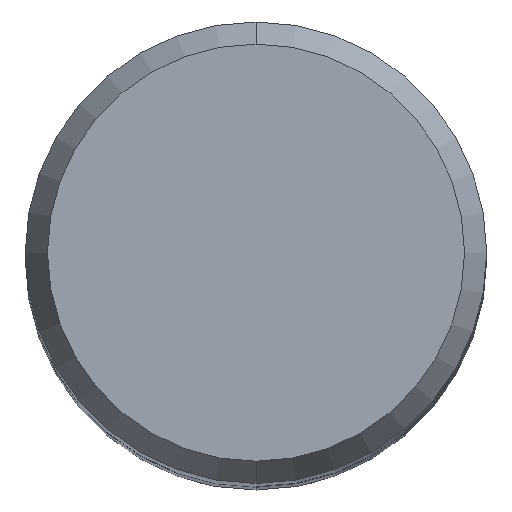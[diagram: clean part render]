
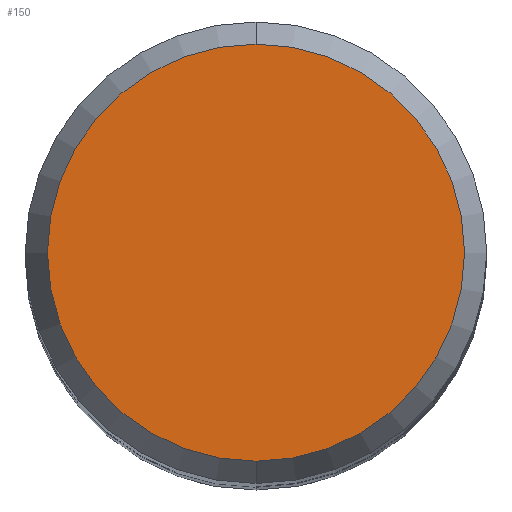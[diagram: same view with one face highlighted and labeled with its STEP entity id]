
A CAD part, top view. The second image highlights one B-rep face of the part: STEP entity #150.
In plain terms, the highlighted planar face has unit normal (0, 0, 1).
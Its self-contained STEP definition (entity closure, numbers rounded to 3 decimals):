
#114=EDGE_CURVE('',#176,#158,#242,.T.);
#150=ADVANCED_FACE('',(#285),#286,.T.);
#158=VERTEX_POINT('',#295);
#176=VERTEX_POINT('',#315);
#184=EDGE_CURVE('',#158,#176,#324,.T.);
#242=CIRCLE('',#388,4.304);
#285=FACE_OUTER_BOUND('',#440,.T.);
#286=PLANE('',#441);
#295=CARTESIAN_POINT('',(0.0,4.304,0.01));
#315=CARTESIAN_POINT('',(0.,-4.304,0.01));
#324=CIRCLE('',#484,4.304);
#388=AXIS2_PLACEMENT_3D('',#529,#530,#531);
#440=EDGE_LOOP('',(#593,#594));
#441=AXIS2_PLACEMENT_3D('',#595,#596,#597);
#484=AXIS2_PLACEMENT_3D('',#644,#645,#646);
#529=CARTESIAN_POINT('',(0.0,0.0,0.01));
#530=DIRECTION('',(0.0,0.0,-1.0));
#531=DIRECTION('',(0.0,1.0,0.0));
#593=ORIENTED_EDGE('',*,*,#184,.F.);
#594=ORIENTED_EDGE('',*,*,#114,.F.);
#595=CARTESIAN_POINT('',(0.0,2.152,0.01));
#596=DIRECTION('',(-0.0,0.0,1.0));
#597=DIRECTION('',(0.0,-1.0,0.0));
#644=CARTESIAN_POINT('',(0.0,0.0,0.01));
#645=DIRECTION('',(0.0,0.0,-1.0));
#646=DIRECTION('',(0.0,1.0,0.0));
